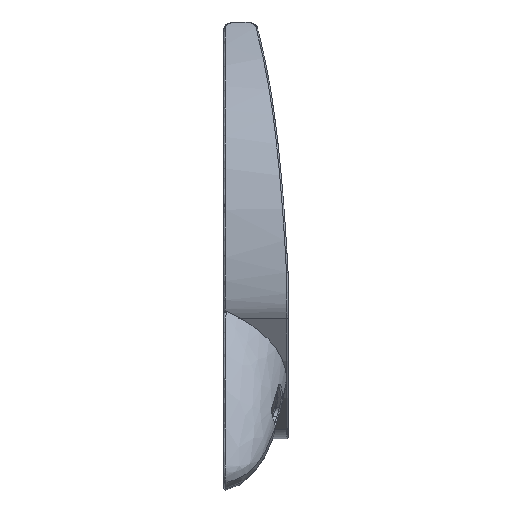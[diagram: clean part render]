
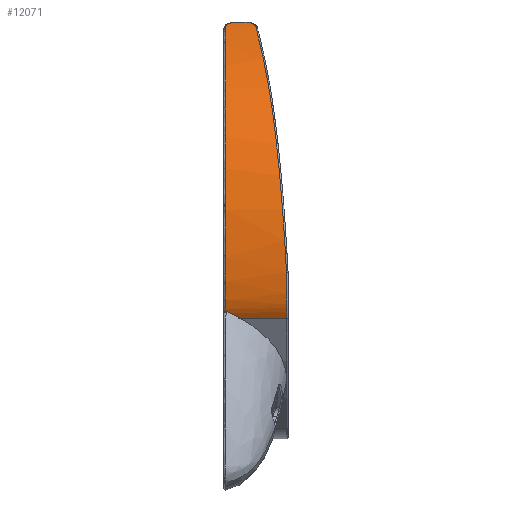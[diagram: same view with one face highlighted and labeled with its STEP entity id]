
A CAD part, left-side view. The second image highlights one B-rep face of the part: STEP entity #12071.
In plain terms, the highlighted free-form (B-spline) face has degree [5, 1] with [15, 2] control points.
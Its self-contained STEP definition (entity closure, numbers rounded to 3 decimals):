
#34=(
BOUNDED_SURFACE()
B_SPLINE_SURFACE(5,1,((#35304,#35305),(#35306,#35307),(#35308,#35309),(#35310,
#35311),(#35312,#35313),(#35314,#35315),(#35316,#35317),(#35318,#35319),
(#35320,#35321),(#35322,#35323),(#35324,#35325),(#35326,#35327),(#35328,
#35329),(#35330,#35331),(#35332,#35333)),.UNSPECIFIED.,.F.,.F.,.F.)
B_SPLINE_SURFACE_WITH_KNOTS((6,1,1,1,1,1,1,1,1,1,6),(2,2),(-1.,-0.9,-0.8,
-0.7,-0.6,-0.5,-0.4,-0.3,-0.2,-0.1,0.),(0.,2.),.UNSPECIFIED.)
GEOMETRIC_REPRESENTATION_ITEM()
RATIONAL_B_SPLINE_SURFACE(((1.,1.),(1.,1.),(1.,1.),(1.,1.),(1.,1.),(1.,
1.),(1.,1.),(1.,1.),(1.,1.),(1.,1.),(1.,1.),(1.,1.),(1.,1.),(1.,1.),(1.,
1.)))
REPRESENTATION_ITEM('')
SURFACE()
);
#1239=LINE('',#33772,#1808);
#1808=VECTOR('',#13695,10.);
#2548=FACE_OUTER_BOUND('',#3265,.T.);
#3265=EDGE_LOOP('',(#11342,#11343,#11344,#11345,#11346,#11347,#11348));
#4500=B_SPLINE_CURVE_WITH_KNOTS('',3,(#33293,#33294,#33295,#33296,#33297,
#33298,#33299,#33300,#33301,#33302,#33303,#33304,#33305),.UNSPECIFIED.,
 .F.,.F.,(4,1,1,1,1,1,1,1,1,1,4),(-10.968,-10.772,-10.576,
-10.185,-9.401,-7.834,-6.267,
-4.701,-3.134,-1.567,0.),.UNSPECIFIED.);
#4502=B_SPLINE_CURVE_WITH_KNOTS('',3,(#33347,#33348,#33349,#33350,#33351),
 .UNSPECIFIED.,.F.,.F.,(4,1,4),(-0.55,-0.314,0.),
 .UNSPECIFIED.);
#4505=B_SPLINE_CURVE_WITH_KNOTS('',3,(#33386,#33387,#33388,#33389),
 .UNSPECIFIED.,.F.,.F.,(4,4),(0.,0.247),
 .UNSPECIFIED.);
#4506=B_SPLINE_CURVE_WITH_KNOTS('',3,(#33416,#33417,#33418,#33419,#33420),
 .UNSPECIFIED.,.F.,.F.,(4,1,4),(-0.506,-0.217,0.),
 .UNSPECIFIED.);
#4509=B_SPLINE_CURVE_WITH_KNOTS('',3,(#33500,#33501,#33502,#33503,#33504,
#33505,#33506,#33507,#33508,#33509),.UNSPECIFIED.,.F.,.F.,(4,1,1,1,1,1,
1,4),(-11.069,-9.701,-8.332,-6.963,
-5.595,-4.226,-2.857,-1.496),
 .UNSPECIFIED.);
#4516=B_SPLINE_CURVE_WITH_KNOTS('',3,(#33723,#33724,#33725,#33726,#33727,
#33728,#33729,#33730),.UNSPECIFIED.,.F.,.F.,(4,1,1,1,1,4),(-1.489,
-1.065,-0.639,-0.319,-0.213,
0.),.UNSPECIFIED.);
#5706=VERTEX_POINT('',#33222);
#5708=VERTEX_POINT('',#33292);
#5710=VERTEX_POINT('',#33346);
#5712=VERTEX_POINT('',#33379);
#5714=VERTEX_POINT('',#33415);
#5717=VERTEX_POINT('',#33499);
#5726=VERTEX_POINT('',#33679);
#7523=EDGE_CURVE('',#5706,#5708,#4500,.T.);
#7526=EDGE_CURVE('',#5708,#5710,#4502,.T.);
#7531=EDGE_CURVE('',#5710,#5712,#4505,.T.);
#7532=EDGE_CURVE('',#5712,#5714,#4506,.T.);
#7536=EDGE_CURVE('',#5714,#5717,#4509,.T.);
#7551=EDGE_CURVE('',#5717,#5726,#4516,.T.);
#7555=EDGE_CURVE('',#5706,#5726,#1239,.T.);
#11342=ORIENTED_EDGE('',*,*,#7523,.F.);
#11343=ORIENTED_EDGE('',*,*,#7555,.T.);
#11344=ORIENTED_EDGE('',*,*,#7551,.F.);
#11345=ORIENTED_EDGE('',*,*,#7536,.F.);
#11346=ORIENTED_EDGE('',*,*,#7532,.F.);
#11347=ORIENTED_EDGE('',*,*,#7531,.F.);
#11348=ORIENTED_EDGE('',*,*,#7526,.F.);
#12071=ADVANCED_FACE('',(#2548),#34,.F.);
#13695=DIRECTION('',(0.,1.,0.));
#33222=CARTESIAN_POINT('',(56.074,0.5,-92.629));
#33292=CARTESIAN_POINT('',(13.533,0.5,-1.895));
#33293=CARTESIAN_POINT('Ctrl Pts',(56.074,0.5,-92.629));
#33294=CARTESIAN_POINT('Ctrl Pts',(56.401,0.5,-92.082));
#33295=CARTESIAN_POINT('Ctrl Pts',(57.164,0.5,-90.982));
#33296=CARTESIAN_POINT('Ctrl Pts',(58.357,0.5,-88.474));
#33297=CARTESIAN_POINT('Ctrl Pts',(59.426,0.5,-83.931));
#33298=CARTESIAN_POINT('Ctrl Pts',(60.264,0.5,-74.773));
#33299=CARTESIAN_POINT('Ctrl Pts',(59.796,0.5,-61.621));
#33300=CARTESIAN_POINT('Ctrl Pts',(56.522,0.5,-46.119));
#33301=CARTESIAN_POINT('Ctrl Pts',(49.845,0.5,-31.661));
#33302=CARTESIAN_POINT('Ctrl Pts',(39.64,0.5,-19.44));
#33303=CARTESIAN_POINT('Ctrl Pts',(27.136,0.5,-9.757));
#33304=CARTESIAN_POINT('Ctrl Pts',(18.124,0.5,-4.411));
#33305=CARTESIAN_POINT('Ctrl Pts',(13.533,0.5,-1.895));
#33346=CARTESIAN_POINT('',(10.443,4.,-0.233));
#33347=CARTESIAN_POINT('Ctrl Pts',(13.533,0.5,-1.895));
#33348=CARTESIAN_POINT('Ctrl Pts',(12.843,0.5,-1.517));
#33349=CARTESIAN_POINT('Ctrl Pts',(11.223,1.139,-0.643));
#33350=CARTESIAN_POINT('Ctrl Pts',(10.443,2.953,-0.233));
#33351=CARTESIAN_POINT('Ctrl Pts',(10.443,4.,-0.233));
#33379=CARTESIAN_POINT('',(10.443,6.469,-0.233));
#33386=CARTESIAN_POINT('Ctrl Pts',(10.443,4.,-0.233));
#33387=CARTESIAN_POINT('Ctrl Pts',(10.443,4.823,-0.233));
#33388=CARTESIAN_POINT('Ctrl Pts',(10.443,5.646,-0.233));
#33389=CARTESIAN_POINT('Ctrl Pts',(10.443,6.469,-0.233));
#33415=CARTESIAN_POINT('',(13.151,9.942,-1.686));
#33416=CARTESIAN_POINT('Ctrl Pts',(10.443,6.469,-0.233));
#33417=CARTESIAN_POINT('Ctrl Pts',(10.443,7.433,-0.233));
#33418=CARTESIAN_POINT('Ctrl Pts',(11.099,9.108,-0.578));
#33419=CARTESIAN_POINT('Ctrl Pts',(12.52,9.852,-1.342));
#33420=CARTESIAN_POINT('Ctrl Pts',(13.151,9.942,-1.686));
#33499=CARTESIAN_POINT('',(59.873,19.5,-78.16));
#33500=CARTESIAN_POINT('Ctrl Pts',(13.151,9.942,-1.686));
#33501=CARTESIAN_POINT('Ctrl Pts',(17.134,10.508,-3.859));
#33502=CARTESIAN_POINT('Ctrl Pts',(24.949,11.635,-8.425));
#33503=CARTESIAN_POINT('Ctrl Pts',(36.042,13.321,-16.447));
#33504=CARTESIAN_POINT('Ctrl Pts',(45.737,14.949,-26.215));
#33505=CARTESIAN_POINT('Ctrl Pts',(53.087,16.429,-37.9));
#33506=CARTESIAN_POINT('Ctrl Pts',(57.75,17.692,-50.908));
#33507=CARTESIAN_POINT('Ctrl Pts',(59.97,18.717,-64.435));
#33508=CARTESIAN_POINT('Ctrl Pts',(60.143,19.267,-73.613));
#33509=CARTESIAN_POINT('Ctrl Pts',(59.873,19.5,-78.16));
#33679=CARTESIAN_POINT('',(56.074,19.5,-92.629));
#33723=CARTESIAN_POINT('Ctrl Pts',(59.873,19.5,-78.16));
#33724=CARTESIAN_POINT('Ctrl Pts',(59.789,19.5,-79.579));
#33725=CARTESIAN_POINT('Ctrl Pts',(59.545,19.5,-82.419));
#33726=CARTESIAN_POINT('Ctrl Pts',(58.916,19.5,-86.32));
#33727=CARTESIAN_POINT('Ctrl Pts',(58.077,19.5,-89.122));
#33728=CARTESIAN_POINT('Ctrl Pts',(57.049,19.5,-91.137));
#33729=CARTESIAN_POINT('Ctrl Pts',(56.43,19.5,-92.034));
#33730=CARTESIAN_POINT('Ctrl Pts',(56.074,19.5,-92.629));
#33772=CARTESIAN_POINT('',(56.074,0.,-92.629));
#35304=CARTESIAN_POINT('Ctrl Pts',(56.074,0.,-92.629));
#35305=CARTESIAN_POINT('Ctrl Pts',(56.074,20.,-92.629));
#35306=CARTESIAN_POINT('Ctrl Pts',(56.305,0.,-92.242));
#35307=CARTESIAN_POINT('Ctrl Pts',(56.305,20.,-92.242));
#35308=CARTESIAN_POINT('Ctrl Pts',(56.807,0.,-91.45));
#35309=CARTESIAN_POINT('Ctrl Pts',(56.807,20.,-91.45));
#35310=CARTESIAN_POINT('Ctrl Pts',(57.681,0.,-90.193));
#35311=CARTESIAN_POINT('Ctrl Pts',(57.681,20.,-90.193));
#35312=CARTESIAN_POINT('Ctrl Pts',(58.99,0.,-87.414));
#35313=CARTESIAN_POINT('Ctrl Pts',(58.99,20.,-87.414));
#35314=CARTESIAN_POINT('Ctrl Pts',(60.312,0.,-78.04));
#35315=CARTESIAN_POINT('Ctrl Pts',(60.312,20.,-78.04));
#35316=CARTESIAN_POINT('Ctrl Pts',(60.166,0.,-63.269));
#35317=CARTESIAN_POINT('Ctrl Pts',(60.166,20.,-63.269));
#35318=CARTESIAN_POINT('Ctrl Pts',(57.408,0.,-48.444));
#35319=CARTESIAN_POINT('Ctrl Pts',(57.408,20.,-48.444));
#35320=CARTESIAN_POINT('Ctrl Pts',(51.929,0.,-34.975));
#35321=CARTESIAN_POINT('Ctrl Pts',(51.929,20.,-34.975));
#35322=CARTESIAN_POINT('Ctrl Pts',(43.957,0.,-23.781));
#35323=CARTESIAN_POINT('Ctrl Pts',(43.957,20.,-23.781));
#35324=CARTESIAN_POINT('Ctrl Pts',(34.003,0.,-14.581));
#35325=CARTESIAN_POINT('Ctrl Pts',(34.003,20.,-14.581));
#35326=CARTESIAN_POINT('Ctrl Pts',(24.884,0.,-8.383));
#35327=CARTESIAN_POINT('Ctrl Pts',(24.884,20.,-8.383));
#35328=CARTESIAN_POINT('Ctrl Pts',(17.595,0.,-4.09));
#35329=CARTESIAN_POINT('Ctrl Pts',(17.595,20.,-4.09));
#35330=CARTESIAN_POINT('Ctrl Pts',(12.561,0.,-1.344));
#35331=CARTESIAN_POINT('Ctrl Pts',(12.561,20.,-1.344));
#35332=CARTESIAN_POINT('Ctrl Pts',(10.,0.,0.));
#35333=CARTESIAN_POINT('Ctrl Pts',(10.,20.,0.));
